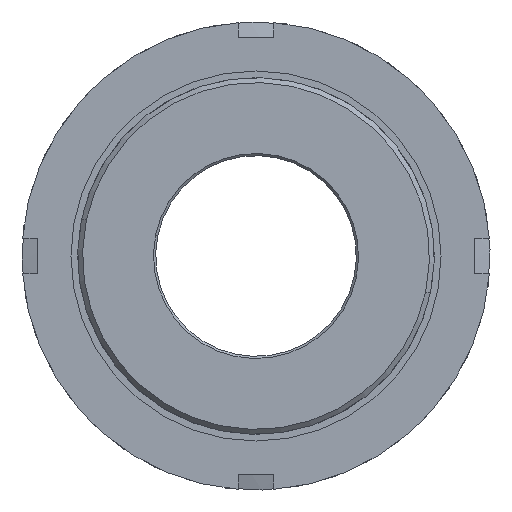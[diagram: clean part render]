
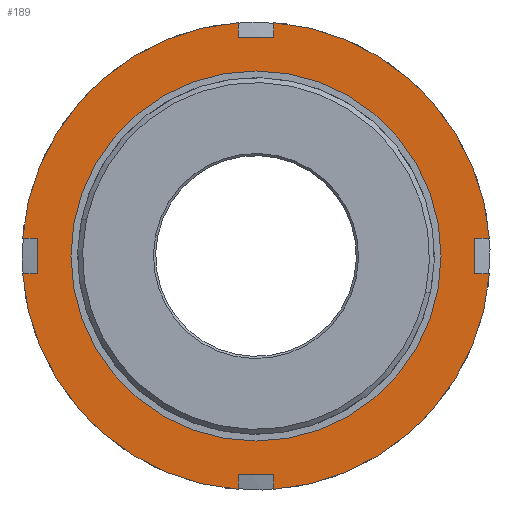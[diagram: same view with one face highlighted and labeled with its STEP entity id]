
A CAD part, front view. The second image highlights one B-rep face of the part: STEP entity #189.
In plain terms, the highlighted planar face has unit normal (0, -1, 0).
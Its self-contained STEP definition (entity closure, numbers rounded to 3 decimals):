
#4 = VECTOR ( 'NONE', #2250, 1000. ) ;
#16 = CARTESIAN_POINT ( 'NONE',  ( 0., -31.968, 0. ) ) ;
#58 = CARTESIAN_POINT ( 'NONE',  ( 41.5, -31.968, 0. ) ) ;
#67 = CARTESIAN_POINT ( 'NONE',  ( 0., -31.968, -49. ) ) ;
#181 = AXIS2_PLACEMENT_3D ( 'NONE', #58, #1879, #1491 ) ;
#186 = VERTEX_POINT ( 'NONE', #2534 ) ;
#189 = ADVANCED_FACE ( 'NONE', ( #604, #303 ), #1310, .F. ) ;
#209 = AXIS2_PLACEMENT_3D ( 'NONE', #2305, #862, #1068 ) ;
#217 = DIRECTION ( 'NONE',  ( 0., 1., 0. ) ) ;
#239 = VECTOR ( 'NONE', #2088, 1000. ) ;
#252 = VERTEX_POINT ( 'NONE', #2299 ) ;
#260 = LINE ( 'NONE', #67, #1974 ) ;
#268 = LINE ( 'NONE', #1428, #1783 ) ;
#294 = DIRECTION ( 'NONE',  ( 0., 1., 0. ) ) ;
#299 = LINE ( 'NONE', #1630, #4 ) ;
#303 = FACE_OUTER_BOUND ( 'NONE', #2521, .T. ) ;
#310 = AXIS2_PLACEMENT_3D ( 'NONE', #16, #1469, #462 ) ;
#329 = ORIENTED_EDGE ( 'NONE', *, *, #453, .T. ) ;
#377 = VERTEX_POINT ( 'NONE', #515 ) ;
#389 = CIRCLE ( 'NONE', #209, 52.5 ) ;
#397 = CARTESIAN_POINT ( 'NONE',  ( 0., -31.968, -4. ) ) ;
#407 = ORIENTED_EDGE ( 'NONE', *, *, #1348, .T. ) ;
#428 = DIRECTION ( 'NONE',  ( -1., 0., 0. ) ) ;
#431 = VERTEX_POINT ( 'NONE', #815 ) ;
#453 = EDGE_CURVE ( 'NONE', #2603, #607, #732, .T. ) ;
#462 = DIRECTION ( 'NONE',  ( -1., 0., 0. ) ) ;
#464 = DIRECTION ( 'NONE',  ( 0., 0., -1. ) ) ;
#485 = DIRECTION ( 'NONE',  ( -1., 0., 0. ) ) ;
#498 = VERTEX_POINT ( 'NONE', #1824 ) ;
#515 = CARTESIAN_POINT ( 'NONE',  ( -49., -31.968, -4. ) ) ;
#536 = AXIS2_PLACEMENT_3D ( 'NONE', #2574, #1959, #1753 ) ;
#604 = FACE_BOUND ( 'NONE', #2144, .T. ) ;
#607 = VERTEX_POINT ( 'NONE', #1062 ) ;
#648 = AXIS2_PLACEMENT_3D ( 'NONE', #800, #2432, #1198 ) ;
#652 = CIRCLE ( 'NONE', #678, 52.5 ) ;
#658 = VECTOR ( 'NONE', #464, 1000. ) ;
#667 = ORIENTED_EDGE ( 'NONE', *, *, #670, .F. ) ;
#670 = EDGE_CURVE ( 'NONE', #377, #431, #2551, .T. ) ;
#678 = AXIS2_PLACEMENT_3D ( 'NONE', #1540, #294, #2396 ) ;
#694 = CARTESIAN_POINT ( 'NONE',  ( 52.347, -31.968, 4. ) ) ;
#699 = CARTESIAN_POINT ( 'NONE',  ( -4., -31.968, -52.347 ) ) ;
#701 = VERTEX_POINT ( 'NONE', #1287 ) ;
#714 = CARTESIAN_POINT ( 'NONE',  ( -41.5, -31.968, 0. ) ) ;
#732 = CIRCLE ( 'NONE', #1427, 41.5 ) ;
#738 = CARTESIAN_POINT ( 'NONE',  ( -52.347, -31.968, 4. ) ) ;
#748 = CARTESIAN_POINT ( 'NONE',  ( 4., -31.968, 49. ) ) ;
#791 = EDGE_CURVE ( 'NONE', #498, #252, #1884, .T. ) ;
#800 = CARTESIAN_POINT ( 'NONE',  ( 0., -31.968, 0. ) ) ;
#813 = VERTEX_POINT ( 'NONE', #694 ) ;
#815 = CARTESIAN_POINT ( 'NONE',  ( -49., -31.968, 4. ) ) ;
#846 = DIRECTION ( 'NONE',  ( 1., 0., 0. ) ) ;
#858 = ORIENTED_EDGE ( 'NONE', *, *, #1317, .T. ) ;
#862 = DIRECTION ( 'NONE',  ( 0., 1., 0. ) ) ;
#903 = CARTESIAN_POINT ( 'NONE',  ( -4., -31.968, 49. ) ) ;
#939 = EDGE_CURVE ( 'NONE', #2584, #431, #299, .T. ) ;
#958 = ORIENTED_EDGE ( 'NONE', *, *, #791, .F. ) ;
#962 = VERTEX_POINT ( 'NONE', #1841 ) ;
#963 = EDGE_CURVE ( 'NONE', #498, #2430, #1882, .T. ) ;
#1014 = LINE ( 'NONE', #1704, #1942 ) ;
#1027 = EDGE_CURVE ( 'NONE', #186, #2430, #1946, .T. ) ;
#1056 = LINE ( 'NONE', #1898, #2622 ) ;
#1062 = CARTESIAN_POINT ( 'NONE',  ( 41.5, -31.968, 0. ) ) ;
#1064 = VERTEX_POINT ( 'NONE', #748 ) ;
#1068 = DIRECTION ( 'NONE',  ( -1., 0., 0. ) ) ;
#1087 = ORIENTED_EDGE ( 'NONE', *, *, #939, .T. ) ;
#1097 = CARTESIAN_POINT ( 'NONE',  ( 0., -31.968, 49. ) ) ;
#1122 = DIRECTION ( 'NONE',  ( 0., 0., 1. ) ) ;
#1135 = EDGE_CURVE ( 'NONE', #1628, #377, #268, .T. ) ;
#1138 = ORIENTED_EDGE ( 'NONE', *, *, #1734, .F. ) ;
#1180 = VECTOR ( 'NONE', #2384, 1000. ) ;
#1198 = DIRECTION ( 'NONE',  ( -1., 0., 0. ) ) ;
#1202 = EDGE_CURVE ( 'NONE', #2650, #1064, #1056, .T. ) ;
#1251 = CARTESIAN_POINT ( 'NONE',  ( 0., -31.968, 0. ) ) ;
#1287 = CARTESIAN_POINT ( 'NONE',  ( 4., -31.968, -49. ) ) ;
#1303 = CARTESIAN_POINT ( 'NONE',  ( -52.347, -31.968, -4. ) ) ;
#1310 = PLANE ( 'NONE',  #181 ) ;
#1317 = EDGE_CURVE ( 'NONE', #2109, #1361, #2043, .T. ) ;
#1348 = EDGE_CURVE ( 'NONE', #607, #2603, #1719, .T. ) ;
#1361 = VERTEX_POINT ( 'NONE', #1568 ) ;
#1406 = VECTOR ( 'NONE', #2327, 1000. ) ;
#1427 = AXIS2_PLACEMENT_3D ( 'NONE', #1251, #217, #428 ) ;
#1428 = CARTESIAN_POINT ( 'NONE',  ( 0., -31.968, -4. ) ) ;
#1465 = VECTOR ( 'NONE', #1842, 1000. ) ;
#1469 = DIRECTION ( 'NONE',  ( 0., 1., 0. ) ) ;
#1483 = CARTESIAN_POINT ( 'NONE',  ( -49., -31.968, 0. ) ) ;
#1491 = DIRECTION ( 'NONE',  ( -1., 0., 0. ) ) ;
#1540 = CARTESIAN_POINT ( 'NONE',  ( 0., -31.968, 0. ) ) ;
#1568 = CARTESIAN_POINT ( 'NONE',  ( -4., -31.968, -49. ) ) ;
#1582 = ORIENTED_EDGE ( 'NONE', *, *, #1135, .F. ) ;
#1603 = EDGE_CURVE ( 'NONE', #2650, #813, #2107, .T. ) ;
#1628 = VERTEX_POINT ( 'NONE', #1303 ) ;
#1630 = CARTESIAN_POINT ( 'NONE',  ( 0., -31.968, 4. ) ) ;
#1648 = ORIENTED_EDGE ( 'NONE', *, *, #2033, .F. ) ;
#1674 = EDGE_CURVE ( 'NONE', #252, #701, #1747, .T. ) ;
#1681 = ORIENTED_EDGE ( 'NONE', *, *, #1202, .T. ) ;
#1687 = VERTEX_POINT ( 'NONE', #903 ) ;
#1704 = CARTESIAN_POINT ( 'NONE',  ( -4., -31.968, 0. ) ) ;
#1719 = CIRCLE ( 'NONE', #648, 41.5 ) ;
#1734 = EDGE_CURVE ( 'NONE', #701, #1361, #260, .T. ) ;
#1747 = LINE ( 'NONE', #1929, #1406 ) ;
#1753 = DIRECTION ( 'NONE',  ( -1., 0., 0. ) ) ;
#1783 = VECTOR ( 'NONE', #846, 1000. ) ;
#1824 = CARTESIAN_POINT ( 'NONE',  ( 52.347, -31.968, -4. ) ) ;
#1841 = CARTESIAN_POINT ( 'NONE',  ( -4., -31.968, 52.347 ) ) ;
#1842 = DIRECTION ( 'NONE',  ( -1., 0., 0. ) ) ;
#1879 = DIRECTION ( 'NONE',  ( 0., 1., 0. ) ) ;
#1882 = LINE ( 'NONE', #397, #1979 ) ;
#1884 = CIRCLE ( 'NONE', #536, 52.5 ) ;
#1894 = ORIENTED_EDGE ( 'NONE', *, *, #2051, .F. ) ;
#1898 = CARTESIAN_POINT ( 'NONE',  ( 4., -31.968, 0. ) ) ;
#1902 = CARTESIAN_POINT ( 'NONE',  ( 49., -31.968, 0. ) ) ;
#1905 = DIRECTION ( 'NONE',  ( 0., 0., -1. ) ) ;
#1929 = CARTESIAN_POINT ( 'NONE',  ( 4., -31.968, 0. ) ) ;
#1932 = ORIENTED_EDGE ( 'NONE', *, *, #1603, .F. ) ;
#1942 = VECTOR ( 'NONE', #1905, 1000. ) ;
#1945 = CARTESIAN_POINT ( 'NONE',  ( -4., -31.968, 0. ) ) ;
#1946 = LINE ( 'NONE', #1902, #658 ) ;
#1959 = DIRECTION ( 'NONE',  ( 0., 1., 0. ) ) ;
#1964 = ORIENTED_EDGE ( 'NONE', *, *, #2517, .F. ) ;
#1974 = VECTOR ( 'NONE', #485, 1000. ) ;
#1979 = VECTOR ( 'NONE', #2461, 1000. ) ;
#2010 = VECTOR ( 'NONE', #1122, 1000. ) ;
#2030 = ORIENTED_EDGE ( 'NONE', *, *, #963, .T. ) ;
#2033 = EDGE_CURVE ( 'NONE', #962, #1687, #1014, .T. ) ;
#2040 = CARTESIAN_POINT ( 'NONE',  ( 0., -31.968, 4. ) ) ;
#2043 = LINE ( 'NONE', #1945, #2010 ) ;
#2051 = EDGE_CURVE ( 'NONE', #813, #186, #2288, .T. ) ;
#2088 = DIRECTION ( 'NONE',  ( 0., 0., 1. ) ) ;
#2107 = CIRCLE ( 'NONE', #310, 52.5 ) ;
#2109 = VERTEX_POINT ( 'NONE', #699 ) ;
#2144 = EDGE_LOOP ( 'NONE', ( #329, #407 ) ) ;
#2164 = LINE ( 'NONE', #1097, #1180 ) ;
#2183 = CARTESIAN_POINT ( 'NONE',  ( 4., -31.968, 52.347 ) ) ;
#2213 = EDGE_CURVE ( 'NONE', #1687, #1064, #2164, .T. ) ;
#2250 = DIRECTION ( 'NONE',  ( 1., 0., 0. ) ) ;
#2271 = EDGE_CURVE ( 'NONE', #2584, #962, #389, .T. ) ;
#2288 = LINE ( 'NONE', #2040, #1465 ) ;
#2299 = CARTESIAN_POINT ( 'NONE',  ( 4., -31.968, -52.347 ) ) ;
#2305 = CARTESIAN_POINT ( 'NONE',  ( 0., -31.968, 0. ) ) ;
#2327 = DIRECTION ( 'NONE',  ( 0., 0., 1. ) ) ;
#2338 = DIRECTION ( 'NONE',  ( 0., 0., -1. ) ) ;
#2346 = ORIENTED_EDGE ( 'NONE', *, *, #1027, .F. ) ;
#2381 = ORIENTED_EDGE ( 'NONE', *, *, #2271, .F. ) ;
#2384 = DIRECTION ( 'NONE',  ( 1., 0., 0. ) ) ;
#2396 = DIRECTION ( 'NONE',  ( -1., 0., 0. ) ) ;
#2430 = VERTEX_POINT ( 'NONE', #2524 ) ;
#2432 = DIRECTION ( 'NONE',  ( 0., 1., 0. ) ) ;
#2461 = DIRECTION ( 'NONE',  ( -1., 0., 0. ) ) ;
#2478 = ORIENTED_EDGE ( 'NONE', *, *, #2213, .F. ) ;
#2509 = ORIENTED_EDGE ( 'NONE', *, *, #1674, .F. ) ;
#2517 = EDGE_CURVE ( 'NONE', #2109, #1628, #652, .T. ) ;
#2521 = EDGE_LOOP ( 'NONE', ( #2030, #2346, #1894, #1932, #1681, #2478, #1648, #2381, #1087, #667, #1582, #1964, #858, #1138, #2509, #958 ) ) ;
#2524 = CARTESIAN_POINT ( 'NONE',  ( 49., -31.968, -4. ) ) ;
#2534 = CARTESIAN_POINT ( 'NONE',  ( 49., -31.968, 4. ) ) ;
#2551 = LINE ( 'NONE', #1483, #239 ) ;
#2574 = CARTESIAN_POINT ( 'NONE',  ( 0., -31.968, 0. ) ) ;
#2584 = VERTEX_POINT ( 'NONE', #738 ) ;
#2603 = VERTEX_POINT ( 'NONE', #714 ) ;
#2622 = VECTOR ( 'NONE', #2338, 1000. ) ;
#2650 = VERTEX_POINT ( 'NONE', #2183 ) ;
